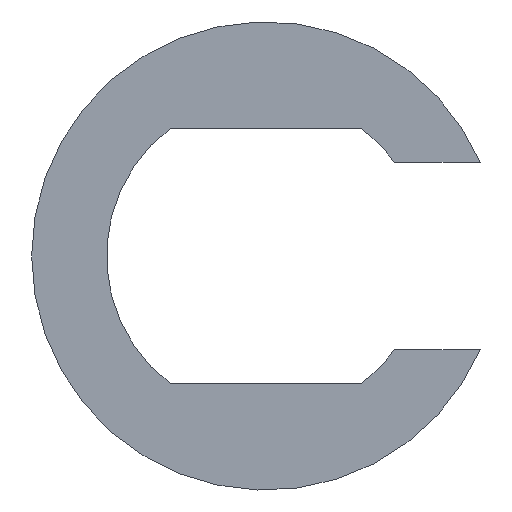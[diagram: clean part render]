
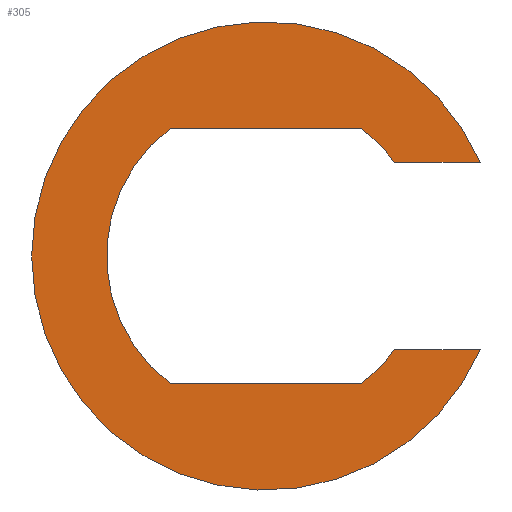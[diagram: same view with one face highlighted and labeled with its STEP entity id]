
A CAD part, left-side view. The second image highlights one B-rep face of the part: STEP entity #305.
In plain terms, the highlighted planar face has unit normal (-1, 0, 0).
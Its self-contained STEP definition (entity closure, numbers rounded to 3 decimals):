
#61=AXIS2_PLACEMENT_3D('Circle Axis2P3D',#59,#60,$) ;
#123=AXIS2_PLACEMENT_3D('Circle Axis2P3D',#121,#122,$) ;
#185=AXIS2_PLACEMENT_3D('Circle Axis2P3D',#183,#184,$) ;
#242=AXIS2_PLACEMENT_3D('Circle Axis2P3D',#240,#241,$) ;
#293=AXIS2_PLACEMENT_3D('Plane Axis2P3D',#290,#291,#292) ;
#42=CARTESIAN_POINT('Vertex',(-19.5,-6.874,3.)) ;
#56=CARTESIAN_POINT('Vertex',(-19.5,-6.874,-3.)) ;
#59=CARTESIAN_POINT('Axis2P3D Location',(-19.5,0.,0.)) ;
#87=CARTESIAN_POINT('Vertex',(-19.5,-4.124,-3.)) ;
#90=CARTESIAN_POINT('Line Origine',(-19.5,-5.499,-3.)) ;
#118=CARTESIAN_POINT('Vertex',(-19.5,-3.033,-4.1)) ;
#121=CARTESIAN_POINT('Axis2P3D Location',(-19.5,0.,0.)) ;
#149=CARTESIAN_POINT('Vertex',(-19.5,3.033,-4.1)) ;
#152=CARTESIAN_POINT('Line Origine',(-19.5,0.,-4.1)) ;
#180=CARTESIAN_POINT('Vertex',(-19.5,3.033,4.1)) ;
#183=CARTESIAN_POINT('Axis2P3D Location',(-19.5,0.,0.)) ;
#211=CARTESIAN_POINT('Vertex',(-19.5,-3.033,4.1)) ;
#214=CARTESIAN_POINT('Line Origine',(-19.5,0.,4.1)) ;
#237=CARTESIAN_POINT('Vertex',(-19.5,-4.124,3.)) ;
#240=CARTESIAN_POINT('Axis2P3D Location',(-19.5,0.,0.)) ;
#262=CARTESIAN_POINT('Line Origine',(-19.5,-5.499,3.)) ;
#290=CARTESIAN_POINT('Axis2P3D Location',(-19.5,0.,0.)) ;
#60=DIRECTION('Axis2P3D Direction',(-1.,0.,0.)) ;
#91=DIRECTION('Vector Direction',(0.,1.,0.)) ;
#122=DIRECTION('Axis2P3D Direction',(-1.,0.,0.)) ;
#153=DIRECTION('Vector Direction',(0.,1.,0.)) ;
#184=DIRECTION('Axis2P3D Direction',(-1.,0.,0.)) ;
#215=DIRECTION('Vector Direction',(0.,-1.,0.)) ;
#241=DIRECTION('Axis2P3D Direction',(-1.,0.,0.)) ;
#263=DIRECTION('Vector Direction',(0.,-1.,0.)) ;
#291=DIRECTION('Axis2P3D Direction',(-1.,0.,0.)) ;
#292=DIRECTION('Axis2P3D XDirection',(0.,-1.,0.)) ;
#92=VECTOR('Line Direction',#91,1.) ;
#154=VECTOR('Line Direction',#153,1.) ;
#216=VECTOR('Line Direction',#215,1.) ;
#264=VECTOR('Line Direction',#263,1.) ;
#296=ORIENTED_EDGE('',*,*,#63,.T.) ;
#297=ORIENTED_EDGE('',*,*,#94,.T.) ;
#298=ORIENTED_EDGE('',*,*,#125,.T.) ;
#299=ORIENTED_EDGE('',*,*,#156,.T.) ;
#300=ORIENTED_EDGE('',*,*,#187,.T.) ;
#301=ORIENTED_EDGE('',*,*,#218,.T.) ;
#302=ORIENTED_EDGE('',*,*,#244,.T.) ;
#303=ORIENTED_EDGE('',*,*,#266,.T.) ;
#305=ADVANCED_FACE('clip',(#304),#294,.T.) ;
#62=CIRCLE('generated circle',#61,7.5) ;
#124=CIRCLE('generated circle',#123,5.1) ;
#186=CIRCLE('generated circle',#185,5.1) ;
#243=CIRCLE('generated circle',#242,5.1) ;
#63=EDGE_CURVE('',#43,#57,#62,.T.) ;
#94=EDGE_CURVE('',#57,#88,#93,.T.) ;
#125=EDGE_CURVE('',#88,#119,#124,.F.) ;
#156=EDGE_CURVE('',#119,#150,#155,.T.) ;
#187=EDGE_CURVE('',#150,#181,#186,.F.) ;
#218=EDGE_CURVE('',#181,#212,#217,.T.) ;
#244=EDGE_CURVE('',#212,#238,#243,.F.) ;
#266=EDGE_CURVE('',#238,#43,#265,.T.) ;
#295=EDGE_LOOP('',(#296,#297,#298,#299,#300,#301,#302,#303)) ;
#304=FACE_OUTER_BOUND('',#295,.T.) ;
#93=LINE('Line',#90,#92) ;
#155=LINE('Line',#152,#154) ;
#217=LINE('Line',#214,#216) ;
#265=LINE('Line',#262,#264) ;
#294=PLANE('',#293) ;
#43=VERTEX_POINT('',#42) ;
#57=VERTEX_POINT('',#56) ;
#88=VERTEX_POINT('',#87) ;
#119=VERTEX_POINT('',#118) ;
#150=VERTEX_POINT('',#149) ;
#181=VERTEX_POINT('',#180) ;
#212=VERTEX_POINT('',#211) ;
#238=VERTEX_POINT('',#237) ;
